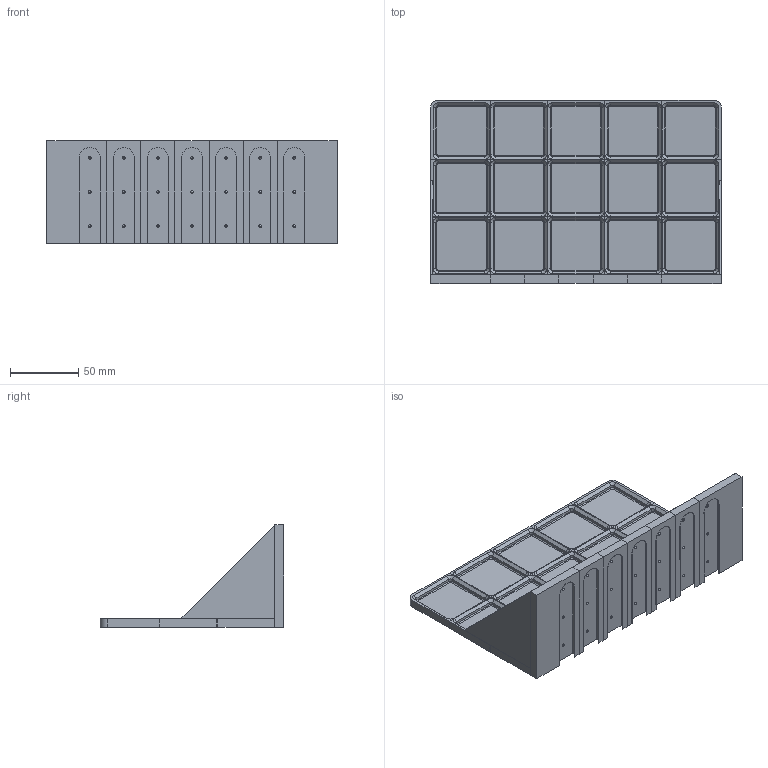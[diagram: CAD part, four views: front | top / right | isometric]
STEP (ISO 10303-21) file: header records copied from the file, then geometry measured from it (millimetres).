
FILE_DESCRIPTION(('HOOPS Exchange Step'),'2;1');
FILE_NAME('temp_export','2024-01-19T16:55:21+01:00',('ddanier'),('Shapr3D Limited'),'HOOPS Exchange 2023.2','Shapr3D','Authorized');
FILE_SCHEMA( ('AUTOMOTIVE_DESIGN { 1 0 10303 214 1 1 1 1 }') );
Length unit declared in the file: millimetre
Products named in the file (1): Gridfinity 5x3 shelve
Bounding box: 213 x 134.5 x 75 mm (x, y, z)
Volume: 138792.1 mm3; surface area: 136341.1 mm2
Topology: 24 solids, 24 shells, 610 faces, 1373 edges, 826 vertices
Faces by surface type: plane 386, cone 148, cylinder 76
Entity records: 16462 total; most frequent: DIRECTION 2867, CARTESIAN_POINT 2789, ORIENTED_EDGE 2704, EDGE_CURVE 1352, VECTOR 1059, LINE 1059, AXIS2_PLACEMENT_3D 904, VERTEX_POINT 826
